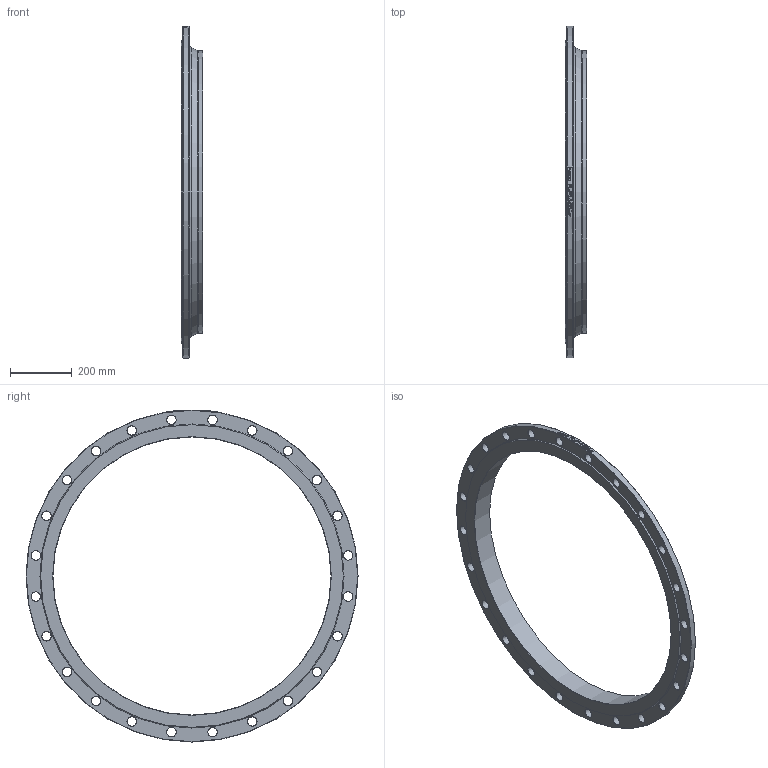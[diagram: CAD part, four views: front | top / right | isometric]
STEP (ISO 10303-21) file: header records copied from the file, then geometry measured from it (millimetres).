
FILE_DESCRIPTION (( 'STEP AP214' ), '1' );
FILE_NAME ('FL-914-006-x Vorschweissflansch PN6 Iso DIN2631 2009.STEP', '2020-09-01T08:59:39', ( '' ), ( '' ), 'SwSTEP 2.0', 'SolidWorks 2019', '' );
FILE_SCHEMA (( 'AUTOMOTIVE_DESIGN' ));
Length unit declared in the file: millimetre
Products named in the file (1): FL-914-006-x Vorschweissflansch PN6 Iso DIN2631 2009
Bounding box: 70 x 1075 x 1075 mm (x, y, z)
Volume: 7422284.5 mm3; surface area: 919357.3 mm2
Topology: 1 solids, 1 shells, 109 faces, 370 edges, 287 vertices
Faces by surface type: cone 53, cylinder 50, plane 4, torus 2
Full cylindrical faces by diameter (mm): 30 x24, 900.2 x1, 914.4 x1, 1075 x1
Entity records: 7532 total; most frequent: CARTESIAN_POINT 4465, DIRECTION 530, ORIENTED_EDGE 518, EDGE_LOOP 266, EDGE_CURVE 259, VERTEX_POINT 259, AXIS2_PLACEMENT_3D 252, CIRCLE 142
